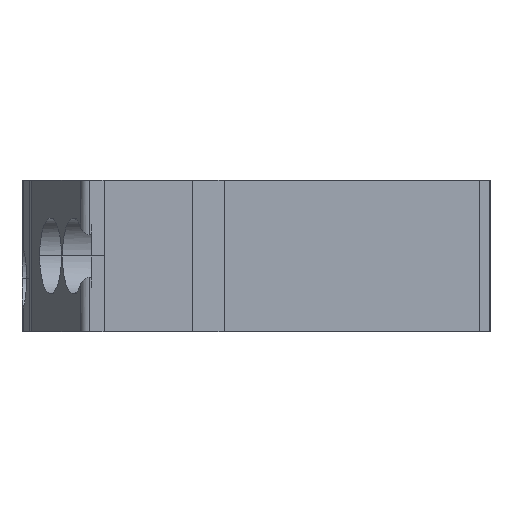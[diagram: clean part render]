
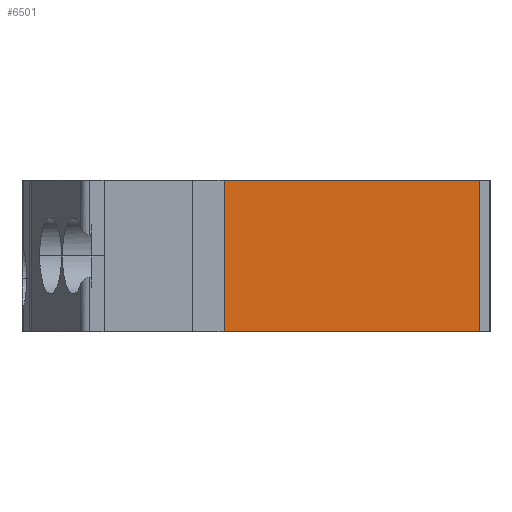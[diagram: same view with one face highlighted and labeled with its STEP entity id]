
A CAD part, left-side view. The second image highlights one B-rep face of the part: STEP entity #6501.
In plain terms, the highlighted planar face has unit normal (-1, 0, 0).
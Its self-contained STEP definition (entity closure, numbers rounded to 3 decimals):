
#6488=AXIS2_PLACEMENT_3D('Plane Axis2P3D',#6485,#6486,#6487) ;
#6014=CARTESIAN_POINT('Vertex',(-206.05,0.1,-12.)) ;
#6017=CARTESIAN_POINT('Line Origine',(-206.05,20.305,-12.)) ;
#6021=CARTESIAN_POINT('Vertex',(-206.05,40.51,-12.)) ;
#6114=CARTESIAN_POINT('Vertex',(-206.05,40.51,12.)) ;
#6117=CARTESIAN_POINT('Line Origine',(-206.05,20.305,12.)) ;
#6121=CARTESIAN_POINT('Vertex',(-206.05,0.1,12.)) ;
#6455=CARTESIAN_POINT('Line Origine',(-206.05,40.51,0.)) ;
#6485=CARTESIAN_POINT('Axis2P3D Location',(-206.05,40.51,0.)) ;
#6490=CARTESIAN_POINT('Line Origine',(-206.05,0.1,0.)) ;
#6018=DIRECTION('Vector Direction',(0.,-1.,0.)) ;
#6118=DIRECTION('Vector Direction',(0.,-1.,0.)) ;
#6456=DIRECTION('Vector Direction',(0.,0.,1.)) ;
#6486=DIRECTION('Axis2P3D Direction',(-1.,0.,0.)) ;
#6487=DIRECTION('Axis2P3D XDirection',(0.,-1.,0.)) ;
#6491=DIRECTION('Vector Direction',(0.,0.,-1.)) ;
#6019=VECTOR('Line Direction',#6018,1.) ;
#6119=VECTOR('Line Direction',#6118,1.) ;
#6457=VECTOR('Line Direction',#6456,1.) ;
#6492=VECTOR('Line Direction',#6491,1.) ;
#6496=ORIENTED_EDGE('',*,*,#6123,.F.) ;
#6497=ORIENTED_EDGE('',*,*,#6459,.F.) ;
#6498=ORIENTED_EDGE('',*,*,#6023,.T.) ;
#6499=ORIENTED_EDGE('',*,*,#6494,.F.) ;
#6501=ADVANCED_FACE('Koerper.01',(#6500),#6489,.T.) ;
#6023=EDGE_CURVE('',#6022,#6015,#6020,.T.) ;
#6123=EDGE_CURVE('',#6115,#6122,#6120,.T.) ;
#6459=EDGE_CURVE('',#6022,#6115,#6458,.T.) ;
#6494=EDGE_CURVE('',#6122,#6015,#6493,.T.) ;
#6495=EDGE_LOOP('',(#6496,#6497,#6498,#6499)) ;
#6500=FACE_OUTER_BOUND('',#6495,.T.) ;
#6020=LINE('Line',#6017,#6019) ;
#6120=LINE('Line',#6117,#6119) ;
#6458=LINE('Line',#6455,#6457) ;
#6493=LINE('Line',#6490,#6492) ;
#6489=PLANE('Plane',#6488) ;
#6015=VERTEX_POINT('',#6014) ;
#6022=VERTEX_POINT('',#6021) ;
#6115=VERTEX_POINT('',#6114) ;
#6122=VERTEX_POINT('',#6121) ;
